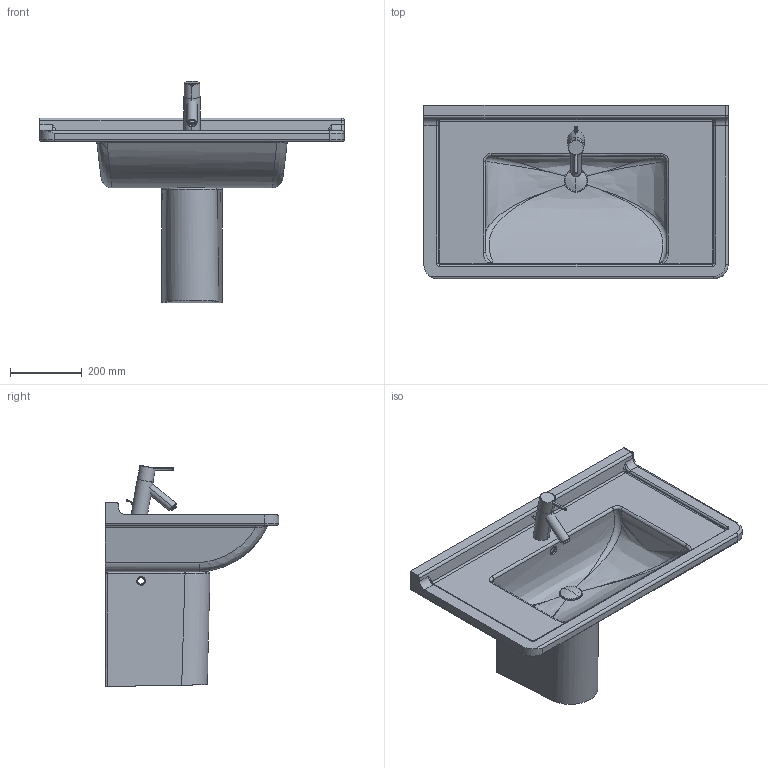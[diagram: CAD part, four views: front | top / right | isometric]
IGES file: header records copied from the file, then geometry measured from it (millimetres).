
Global section: file name: No Iges File Name specified; native system: AutoDesk Inventor R11.0; preprocessor: AutoDesk Inventor Iges Exporter R11.0; author: No Author specified; organization: No Organization specified; date: 20070725.163144; units: millimetre
Bounding box: 850 x 485 x 617.4 mm (x, y, z)
Volume: 19335922.9 mm3; surface area: 1967860 mm2
Topology: 9 solids, 9 shells, 249 faces, 612 edges, 369 vertices
Faces by surface type: plane 64, bspline 61, cylinder 56, revolution 36, torus 24, sphere 6, cone 2
